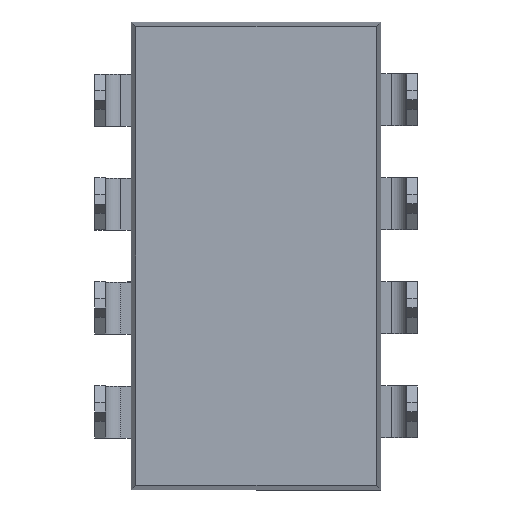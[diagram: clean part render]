
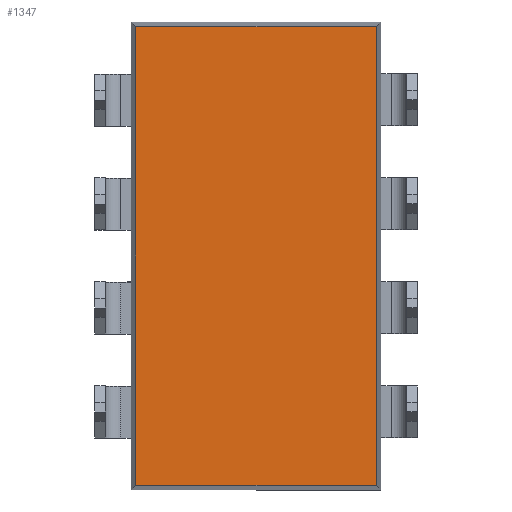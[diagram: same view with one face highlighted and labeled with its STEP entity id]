
A CAD part, front view. The second image highlights one B-rep face of the part: STEP entity #1347.
In plain terms, the highlighted planar face has unit normal (0, -1, 0).
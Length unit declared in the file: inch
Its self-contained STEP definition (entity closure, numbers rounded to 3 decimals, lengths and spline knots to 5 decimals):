
#1347 = ADVANCED_FACE ( 'NONE', ( #3663 ), #3725, .T. ) ;
#1348 = EDGE_LOOP ( 'NONE', ( #1349, #1353, #1356, #1359 ) ) ;
#1349 = ORIENTED_EDGE ( 'NONE', *, *, #1350, .T. ) ;
#1350 = EDGE_CURVE ( 'NONE', #1351, #1352, #3723, .T. ) ;
#1351 = VERTEX_POINT ( 'NONE', #3716 ) ;
#1352 = VERTEX_POINT ( 'NONE', #3715 ) ;
#1353 = ORIENTED_EDGE ( 'NONE', *, *, #1354, .T. ) ;
#1354 = EDGE_CURVE ( 'NONE', #1352, #1355, #3714, .T. ) ;
#1355 = VERTEX_POINT ( 'NONE', #3710 ) ;
#1356 = ORIENTED_EDGE ( 'NONE', *, *, #1357, .T. ) ;
#1357 = EDGE_CURVE ( 'NONE', #1355, #1358, #3709, .T. ) ;
#1358 = VERTEX_POINT ( 'NONE', #3705 ) ;
#1359 = ORIENTED_EDGE ( 'NONE', *, *, #1360, .T. ) ;
#1360 = EDGE_CURVE ( 'NONE', #1358, #1351, #3704, .T. ) ;
#3663 = FACE_OUTER_BOUND ( 'NONE', #1348, .T. ) ;
#3701 = DIRECTION ( 'NONE',  ( 0., 0., 1. ) ) ;
#3702 = VECTOR ( 'NONE', #3701, 39.37008 ) ;
#3703 = CARTESIAN_POINT ( 'NONE',  ( 0.26563, 0.015, 0.375 ) ) ;
#3704 = LINE ( 'NONE', #3703, #3702 ) ;
#3705 = CARTESIAN_POINT ( 'NONE',  ( 0.26563, 0.015, -0.07063 ) ) ;
#3706 = DIRECTION ( 'NONE',  ( 1., 0., 0. ) ) ;
#3707 = VECTOR ( 'NONE', #3706, 39.37008 ) ;
#3708 = CARTESIAN_POINT ( 'NONE',  ( 0.27, 0.015, -0.07063 ) ) ;
#3709 = LINE ( 'NONE', #3708, #3707 ) ;
#3710 = CARTESIAN_POINT ( 'NONE',  ( 0.03437, 0.015, -0.07063 ) ) ;
#3711 = DIRECTION ( 'NONE',  ( 0., 0., -1. ) ) ;
#3712 = VECTOR ( 'NONE', #3711, 39.37008 ) ;
#3713 = CARTESIAN_POINT ( 'NONE',  ( 0.03437, 0.015, -0.075 ) ) ;
#3714 = LINE ( 'NONE', #3713, #3712 ) ;
#3715 = CARTESIAN_POINT ( 'NONE',  ( 0.03437, 0.015, 0.37063 ) ) ;
#3716 = CARTESIAN_POINT ( 'NONE',  ( 0.26563, 0.015, 0.37063 ) ) ;
#3717 = DIRECTION ( 'NONE',  ( -1., 0., 0. ) ) ;
#3718 = VECTOR ( 'NONE', #3717, 39.37008 ) ;
#3719 = CARTESIAN_POINT ( 'NONE',  ( 0.03, 0.015, 0.37063 ) ) ;
#3720 = DIRECTION ( 'NONE',  ( 0., 0., -1. ) ) ;
#3721 = DIRECTION ( 'NONE',  ( 0., -1., 0. ) ) ;
#3722 = CARTESIAN_POINT ( 'NONE',  ( 0.03, 0.015, -0.075 ) ) ;
#3723 = LINE ( 'NONE', #3719, #3718 ) ;
#3724 = AXIS2_PLACEMENT_3D ( 'NONE', #3722, #3721, #3720 ) ;
#3725 = PLANE ( 'NONE',  #3724 ) ;
